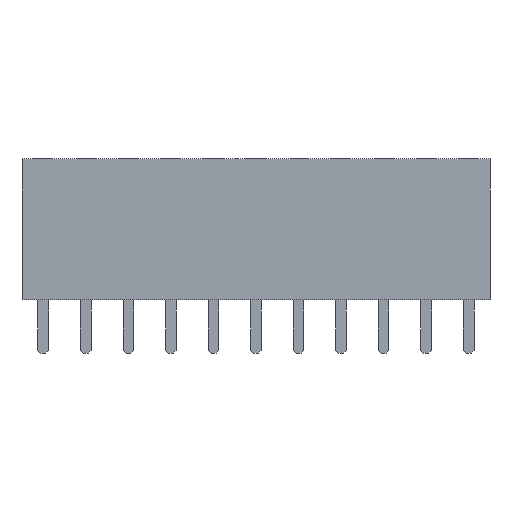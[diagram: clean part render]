
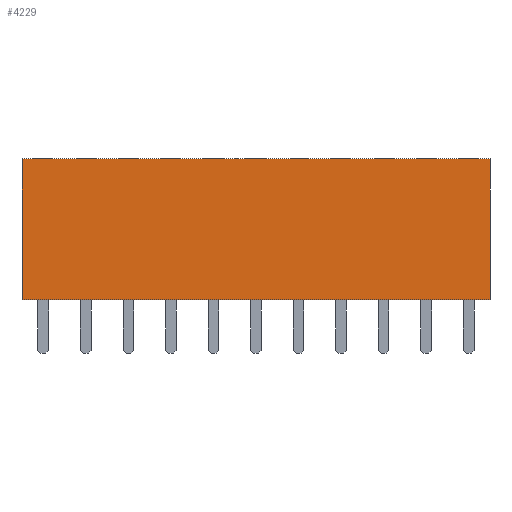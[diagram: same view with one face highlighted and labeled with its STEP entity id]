
A CAD part, front view. The second image highlights one B-rep face of the part: STEP entity #4229.
In plain terms, the highlighted planar face has unit normal (0, -1, 0).
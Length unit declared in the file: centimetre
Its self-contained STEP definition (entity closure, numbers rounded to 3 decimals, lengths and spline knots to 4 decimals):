
#458=VERTEX_POINT('',#5779);
#459=VERTEX_POINT('',#5781);
#481=VERTEX_POINT('',#5832);
#644=VERTEX_POINT('',#6422);
#894=VECTOR('',#4807,1.);
#919=VECTOR('',#4836,1.);
#1204=VECTOR('',#5263,1.);
#1205=VECTOR('',#5264,1.);
#1456=LINE('',#5780,#894);
#1481=LINE('',#5831,#919);
#1766=LINE('',#6421,#1204);
#1767=LINE('',#6423,#1205);
#2018=EDGE_CURVE('',#459,#458,#1456,.T.);
#2043=EDGE_CURVE('',#481,#459,#1481,.T.);
#2328=EDGE_CURVE('',#644,#458,#1766,.T.);
#2329=EDGE_CURVE('',#644,#481,#1767,.T.);
#3399=ORIENTED_EDGE('',*,*,#2018,.T.);
#3400=ORIENTED_EDGE('',*,*,#2328,.F.);
#3401=ORIENTED_EDGE('',*,*,#2329,.T.);
#3402=ORIENTED_EDGE('',*,*,#2043,.T.);
#3711=EDGE_LOOP('',(#3399,#3400,#3401,#3402));
#3981=FACE_BOUND('',#3711,.T.);
#4229=ADVANCED_FACE('',(#3981),#6661,.T.);
#4466=AXIS2_PLACEMENT_3D('',#6420,#5262,$);
#4807=DIRECTION('',(-1.,0.,0.));
#4836=DIRECTION('',(0.,0.,1.));
#5262=DIRECTION('',(0.,-1.,0.));
#5263=DIRECTION('',(0.,0.,1.));
#5264=DIRECTION('',(1.,0.,0.));
#5779=CARTESIAN_POINT('',(-0.127,-0.127,0.84));
#5780=CARTESIAN_POINT('',(2.413,-0.127,0.84));
#5781=CARTESIAN_POINT('',(2.667,-0.127,0.84));
#5831=CARTESIAN_POINT('',(2.667,-0.127,0.));
#5832=CARTESIAN_POINT('',(2.667,-0.127,0.));
#6420=CARTESIAN_POINT('',(0.,-0.127,0.));
#6421=CARTESIAN_POINT('',(-0.127,-0.127,0.));
#6422=CARTESIAN_POINT('',(-0.127,-0.127,0.));
#6423=CARTESIAN_POINT('',(-0.127,-0.127,0.));
#6661=PLANE('',#4466);
